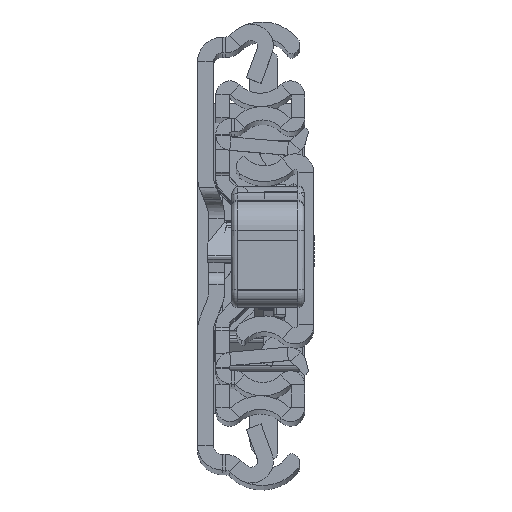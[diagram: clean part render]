
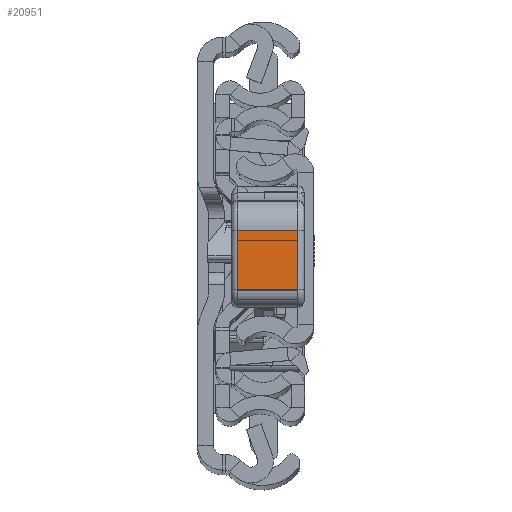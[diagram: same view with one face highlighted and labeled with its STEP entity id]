
A CAD part, top view. The second image highlights one B-rep face of the part: STEP entity #20951.
In plain terms, the highlighted face is planar.
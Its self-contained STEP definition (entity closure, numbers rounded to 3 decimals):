
#745 = DIRECTION ( 'NONE',  ( 0., 0., -1. ) ) ;
#1458 = EDGE_CURVE ( 'NONE', #24189, #9170, #15322, .T. ) ;
#2272 = ORIENTED_EDGE ( 'NONE', *, *, #1458, .T. ) ;
#3258 = ORIENTED_EDGE ( 'NONE', *, *, #7088, .T. ) ;
#3893 = DIRECTION ( 'NONE',  ( -0.027, -1., 0. ) ) ;
#4165 = VERTEX_POINT ( 'NONE', #13086 ) ;
#5727 = PLANE ( 'NONE',  #27331 ) ;
#7088 = EDGE_CURVE ( 'NONE', #24697, #24189, #31383, .T. ) ;
#7139 = LINE ( 'NONE', #19605, #9969 ) ;
#9170 = VERTEX_POINT ( 'NONE', #16665 ) ;
#9955 = LINE ( 'NONE', #14416, #28465 ) ;
#9969 = VECTOR ( 'NONE', #24504, 1000. ) ;
#10614 = EDGE_CURVE ( 'NONE', #4165, #24697, #7139, .T. ) ;
#11422 = CARTESIAN_POINT ( 'NONE',  ( 39.55, -12.274, 10. ) ) ;
#13086 = CARTESIAN_POINT ( 'NONE',  ( 39.818, -2.465, 0. ) ) ;
#13262 = DIRECTION ( 'NONE',  ( -0.027, -1., 0. ) ) ;
#14416 = CARTESIAN_POINT ( 'NONE',  ( 39.55, -12.274, 0. ) ) ;
#15322 = LINE ( 'NONE', #25264, #26909 ) ;
#15737 = CARTESIAN_POINT ( 'NONE',  ( 39.55, -12.274, 11. ) ) ;
#16665 = CARTESIAN_POINT ( 'NONE',  ( 39.55, -12.274, 0. ) ) ;
#18187 = FACE_OUTER_BOUND ( 'NONE', #27149, .T. ) ;
#19605 = CARTESIAN_POINT ( 'NONE',  ( 39.818, -2.465, 11. ) ) ;
#20951 = ADVANCED_FACE ( 'NONE', ( #18187 ), #5727, .F. ) ;
#22226 = CARTESIAN_POINT ( 'NONE',  ( 39.55, -12.274, 10. ) ) ;
#23390 = ORIENTED_EDGE ( 'NONE', *, *, #10614, .T. ) ;
#24189 = VERTEX_POINT ( 'NONE', #22226 ) ;
#24504 = DIRECTION ( 'NONE',  ( 0., 0., 1. ) ) ;
#24529 = DIRECTION ( 'NONE',  ( 0.027, 1., 0. ) ) ;
#24697 = VERTEX_POINT ( 'NONE', #26420 ) ;
#25264 = CARTESIAN_POINT ( 'NONE',  ( 39.55, -12.274, 11. ) ) ;
#25679 = DIRECTION ( 'NONE',  ( -1., 0.027, 0. ) ) ;
#26420 = CARTESIAN_POINT ( 'NONE',  ( 39.818, -2.465, 10. ) ) ;
#26909 = VECTOR ( 'NONE', #745, 1000. ) ;
#27149 = EDGE_LOOP ( 'NONE', ( #2272, #27259, #23390, #3258 ) ) ;
#27259 = ORIENTED_EDGE ( 'NONE', *, *, #29864, .T. ) ;
#27331 = AXIS2_PLACEMENT_3D ( 'NONE', #15737, #25679, #13262 ) ;
#28465 = VECTOR ( 'NONE', #24529, 1000. ) ;
#29864 = EDGE_CURVE ( 'NONE', #9170, #4165, #9955, .T. ) ;
#31383 = LINE ( 'NONE', #11422, #31735 ) ;
#31735 = VECTOR ( 'NONE', #3893, 1000. ) ;
